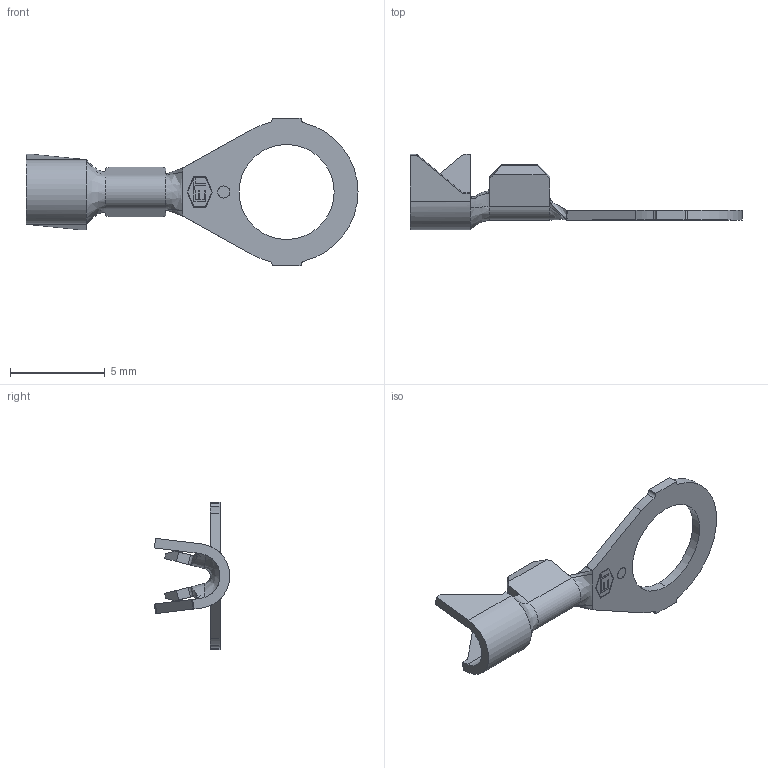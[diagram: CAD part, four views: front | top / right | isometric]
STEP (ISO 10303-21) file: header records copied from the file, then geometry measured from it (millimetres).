
FILE_DESCRIPTION (( 'STEP AP203' ), '1' );
FILE_NAME ('01472.STEP', '2015-02-06T16:21:03', ( '' ), ( '' ), 'SwSTEP 2.0', 'SolidWorks 2014', '' );
FILE_SCHEMA (( 'CONFIG_CONTROL_DESIGN' ));
Length unit declared in the file: inch
Products named in the file (1): 01472
Bounding box: 17.48 x 3.96 x 7.77 mm (x, y, z)
Volume: 39.5 mm3; surface area: 198.1 mm2
Topology: 1 solids, 1 shells, 157 faces, 408 edges, 254 vertices
Faces by surface type: plane 100, bspline 26, cylinder 25, cone 6
Entity records: 5515 total; most frequent: CARTESIAN_POINT 1794, ORIENTED_EDGE 808, DIRECTION 664, EDGE_CURVE 404, VECTOR 298, LINE 298, VERTEX_POINT 254, AXIS2_PLACEMENT_3D 183
